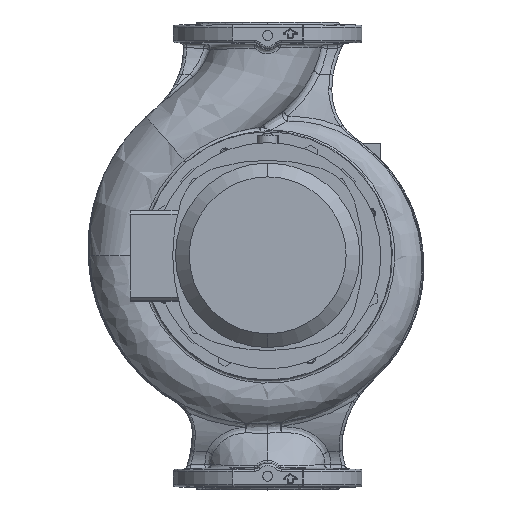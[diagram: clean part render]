
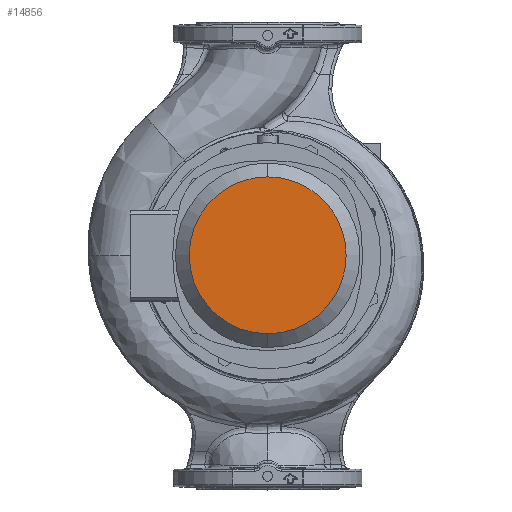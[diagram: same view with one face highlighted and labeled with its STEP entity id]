
A CAD part, top view. The second image highlights one B-rep face of the part: STEP entity #14856.
In plain terms, the highlighted planar face has unit normal (0, 0, 1).
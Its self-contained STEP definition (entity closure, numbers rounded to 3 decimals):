
#1111 = AXIS2_PLACEMENT_3D ( 'NONE', #5448, #5451, #5454 ) ;
#1114 = CIRCLE ( 'NONE', #1111, 104. ) ;
#1639 = AXIS2_PLACEMENT_3D ( 'NONE', #33566, #33579, #33581 ) ;
#5448 = CARTESIAN_POINT ( 'NONE',  ( 0., 0., 514.5 ) ) ;
#5451 = DIRECTION ( 'NONE',  ( 0., 0., 1. ) ) ;
#5454 = DIRECTION ( 'NONE',  ( 0., 1., 0. ) ) ;
#14856 = ADVANCED_FACE ( 'NONE', ( #33571 ), #33573, .F. ) ;
#31699 = EDGE_CURVE ( 'NONE', #64438, #64476, #1114, .T. ) ;
#33566 = CARTESIAN_POINT ( 'NONE',  ( -104., 0., 514.5 ) ) ;
#33571 = FACE_OUTER_BOUND ( 'NONE', #73725, .T. ) ;
#33573 = PLANE ( 'NONE',  #1639 ) ;
#33579 = DIRECTION ( 'NONE',  ( 0., 0., -1. ) ) ;
#33581 = DIRECTION ( 'NONE',  ( 0., -1., 0. ) ) ;
#58326 = CARTESIAN_POINT ( 'NONE',  ( 0., 104., 514.5 ) ) ;
#58364 = CARTESIAN_POINT ( 'NONE',  ( 0., -104., 514.5 ) ) ;
#61811 = EDGE_CURVE ( 'NONE', #64476, #64438, #70053, .T. ) ;
#64078 = ORIENTED_EDGE ( 'NONE', *, *, #31699, .T. ) ;
#64088 = ORIENTED_EDGE ( 'NONE', *, *, #61811, .T. ) ;
#64438 = VERTEX_POINT ( 'NONE', #58326 ) ;
#64476 = VERTEX_POINT ( 'NONE', #58364 ) ;
#65953 = CARTESIAN_POINT ( 'NONE',  ( 0., 0., 514.5 ) ) ;
#65954 = DIRECTION ( 'NONE',  ( 0., 0., 1. ) ) ;
#65955 = DIRECTION ( 'NONE',  ( 0., 1., 0. ) ) ;
#70051 = AXIS2_PLACEMENT_3D ( 'NONE', #65953, #65954, #65955 ) ;
#70053 = CIRCLE ( 'NONE', #70051, 104. ) ;
#73725 = EDGE_LOOP ( 'NONE', ( #64088, #64078 ) ) ;
